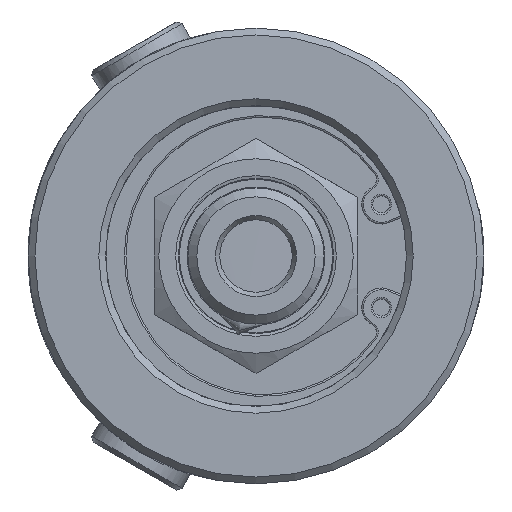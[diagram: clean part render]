
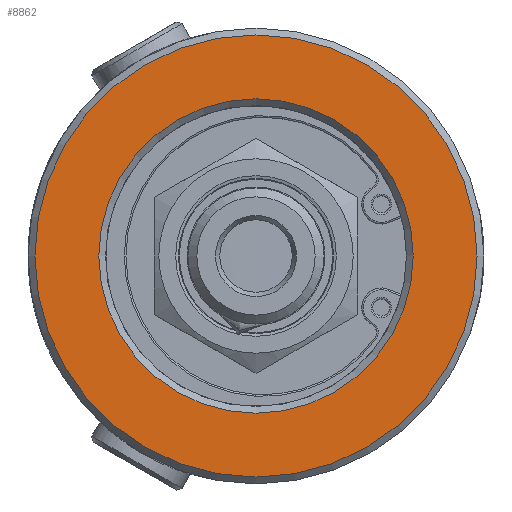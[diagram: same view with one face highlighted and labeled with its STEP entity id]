
A CAD part, left-side view. The second image highlights one B-rep face of the part: STEP entity #8862.
In plain terms, the highlighted face is planar.
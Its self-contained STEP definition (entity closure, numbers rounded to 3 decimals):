
#595=PLANE('',#9589);
#2009=FACE_OUTER_BOUND('',#2654,.T.);
#2422=FACE_BOUND('',#2655,.T.);
#2654=EDGE_LOOP('',(#6470,#6471));
#2655=EDGE_LOOP('',(#6472,#6473));
#3288=CIRCLE('',#9587,18.435);
#3289=CIRCLE('',#9588,18.435);
#3290=CIRCLE('',#9590,25.925);
#3291=CIRCLE('',#9591,25.925);
#3813=VERTEX_POINT('',#13439);
#3814=VERTEX_POINT('',#13441);
#3815=VERTEX_POINT('',#13445);
#3816=VERTEX_POINT('',#13446);
#4821=EDGE_CURVE('',#3814,#3813,#3288,.T.);
#4822=EDGE_CURVE('',#3813,#3814,#3289,.T.);
#4823=EDGE_CURVE('',#3815,#3816,#3290,.T.);
#4824=EDGE_CURVE('',#3816,#3815,#3291,.T.);
#6470=ORIENTED_EDGE('',*,*,#4823,.F.);
#6471=ORIENTED_EDGE('',*,*,#4824,.F.);
#6472=ORIENTED_EDGE('',*,*,#4821,.T.);
#6473=ORIENTED_EDGE('',*,*,#4822,.T.);
#8862=ADVANCED_FACE('',(#2009,#2422),#595,.T.);
#9587=AXIS2_PLACEMENT_3D('',#13442,#10889,#10890);
#9588=AXIS2_PLACEMENT_3D('',#13443,#10891,#10892);
#9589=AXIS2_PLACEMENT_3D('',#13444,#10893,#10894);
#9590=AXIS2_PLACEMENT_3D('',#13447,#10895,#10896);
#9591=AXIS2_PLACEMENT_3D('',#13448,#10897,#10898);
#10889=DIRECTION('center_axis',(1.,0.,0.));
#10890=DIRECTION('ref_axis',(0.,1.,0.));
#10891=DIRECTION('center_axis',(1.,0.,0.));
#10892=DIRECTION('ref_axis',(0.,1.,0.));
#10893=DIRECTION('center_axis',(-1.,0.,0.));
#10894=DIRECTION('ref_axis',(0.,0.,1.));
#10895=DIRECTION('center_axis',(1.,0.,0.));
#10896=DIRECTION('ref_axis',(0.,1.,0.));
#10897=DIRECTION('center_axis',(1.,0.,0.));
#10898=DIRECTION('ref_axis',(0.,1.,0.));
#13439=CARTESIAN_POINT('',(0.,-18.435,0.));
#13441=CARTESIAN_POINT('',(0.,18.435,0.));
#13442=CARTESIAN_POINT('Origin',(0.,0.,0.));
#13443=CARTESIAN_POINT('Origin',(0.,0.,0.));
#13444=CARTESIAN_POINT('Origin',(0.,12.963,0.));
#13445=CARTESIAN_POINT('',(0.,25.925,0.));
#13446=CARTESIAN_POINT('',(0.,-25.925,0.));
#13447=CARTESIAN_POINT('Origin',(0.,0.,0.));
#13448=CARTESIAN_POINT('Origin',(0.,0.,0.));
